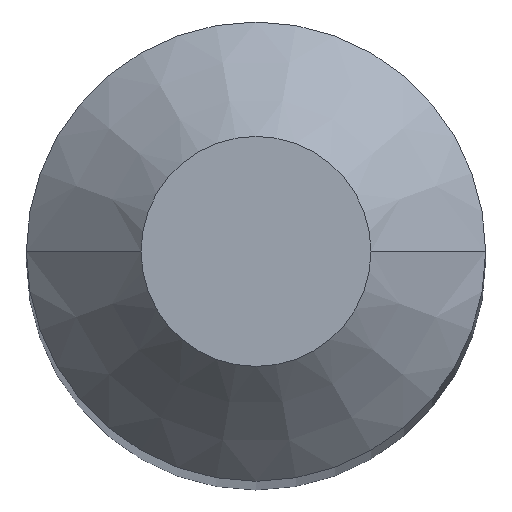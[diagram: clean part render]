
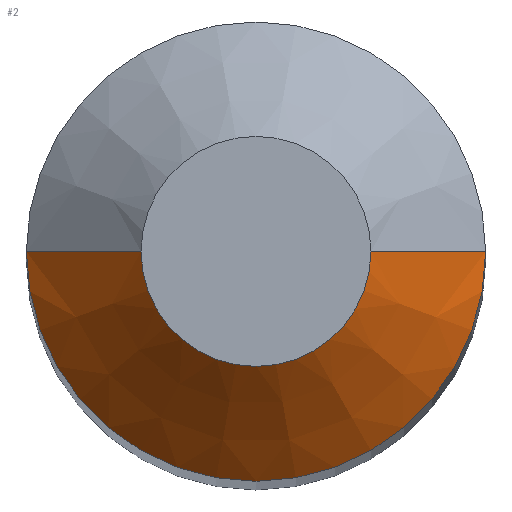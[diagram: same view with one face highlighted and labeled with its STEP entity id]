
A CAD part, top view. The second image highlights one B-rep face of the part: STEP entity #2.
In plain terms, the highlighted conical face has half-angle 45 degrees and reference radius 1.587 mm.
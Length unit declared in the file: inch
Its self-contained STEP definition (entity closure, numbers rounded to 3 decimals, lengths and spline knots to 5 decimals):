
#2 = ADVANCED_FACE ( 'NONE', ( #389 ), #193, .T. ) ;
#9 = CIRCLE ( 'NONE', #268, 0.0625 ) ;
#31 = CARTESIAN_POINT ( 'NONE',  ( 0., 0., 0. ) ) ;
#37 = EDGE_CURVE ( 'NONE', #123, #156, #9, .T. ) ;
#49 = CARTESIAN_POINT ( 'NONE',  ( 0.0625, 0., -0.0312 ) ) ;
#52 = DIRECTION ( 'NONE',  ( 1., 0., 0. ) ) ;
#54 = ORIENTED_EDGE ( 'NONE', *, *, #331, .F. ) ;
#62 = DIRECTION ( 'NONE',  ( -1., 0., 0. ) ) ;
#63 = EDGE_CURVE ( 'NONE', #383, #155, #308, .T. ) ;
#66 = LINE ( 'NONE', #282, #355 ) ;
#108 = DIRECTION ( 'NONE',  ( -0.707, 0., -0.707 ) ) ;
#122 = AXIS2_PLACEMENT_3D ( 'NONE', #250, #183, #62 ) ;
#123 = VERTEX_POINT ( 'NONE', #230 ) ;
#128 = ORIENTED_EDGE ( 'NONE', *, *, #137, .T. ) ;
#137 = EDGE_CURVE ( 'NONE', #383, #123, #380, .T. ) ;
#142 = CARTESIAN_POINT ( 'NONE',  ( 0.0313, 0., 0. ) ) ;
#146 = CARTESIAN_POINT ( 'NONE',  ( -0.0625, 0., -0.0312 ) ) ;
#149 = EDGE_LOOP ( 'NONE', ( #54, #181, #128, #182 ) ) ;
#155 = VERTEX_POINT ( 'NONE', #142 ) ;
#156 = VERTEX_POINT ( 'NONE', #49 ) ;
#181 = ORIENTED_EDGE ( 'NONE', *, *, #63, .F. ) ;
#182 = ORIENTED_EDGE ( 'NONE', *, *, #37, .T. ) ;
#183 = DIRECTION ( 'NONE',  ( 0., 0., -1. ) ) ;
#190 = CARTESIAN_POINT ( 'NONE',  ( -0.0313, 0., 0. ) ) ;
#193 = CONICAL_SURFACE ( 'NONE', #122, 0.0625, 0.785 ) ;
#216 = DIRECTION ( 'NONE',  ( 1., 0., 0. ) ) ;
#229 = AXIS2_PLACEMENT_3D ( 'NONE', #31, #242, #216 ) ;
#230 = CARTESIAN_POINT ( 'NONE',  ( -0.0625, 0., -0.0312 ) ) ;
#242 = DIRECTION ( 'NONE',  ( 0., 0., 1. ) ) ;
#250 = CARTESIAN_POINT ( 'NONE',  ( 0., 0., -0.0312 ) ) ;
#268 = AXIS2_PLACEMENT_3D ( 'NONE', #306, #302, #52 ) ;
#282 = CARTESIAN_POINT ( 'NONE',  ( 0.0625, 0., -0.0312 ) ) ;
#302 = DIRECTION ( 'NONE',  ( 0., 0., 1. ) ) ;
#306 = CARTESIAN_POINT ( 'NONE',  ( 0., 0., -0.0312 ) ) ;
#308 = CIRCLE ( 'NONE', #229, 0.0313 ) ;
#310 = DIRECTION ( 'NONE',  ( 0.707, 0., -0.707 ) ) ;
#331 = EDGE_CURVE ( 'NONE', #155, #156, #66, .T. ) ;
#344 = VECTOR ( 'NONE', #108, 39.37008 ) ;
#355 = VECTOR ( 'NONE', #310, 39.37008 ) ;
#380 = LINE ( 'NONE', #146, #344 ) ;
#383 = VERTEX_POINT ( 'NONE', #190 ) ;
#389 = FACE_OUTER_BOUND ( 'NONE', #149, .T. ) ;
